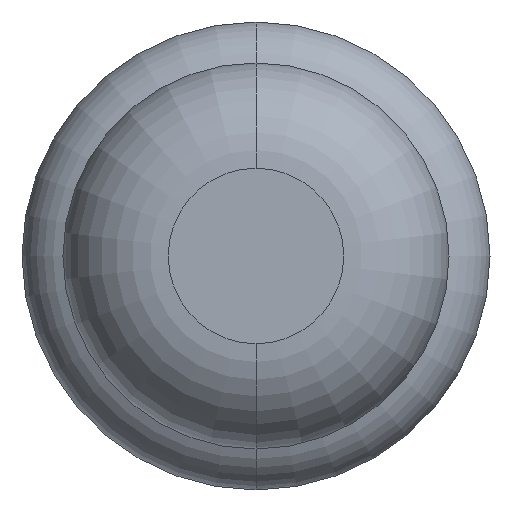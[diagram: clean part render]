
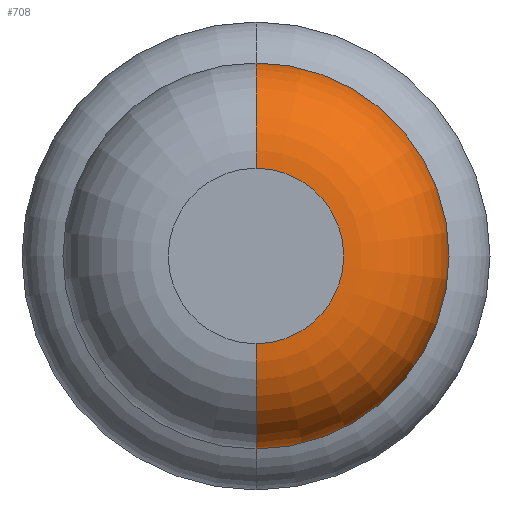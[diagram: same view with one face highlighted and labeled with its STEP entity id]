
A CAD part, front view. The second image highlights one B-rep face of the part: STEP entity #708.
In plain terms, the highlighted toroidal (fillet/blend) face has major radius 0.375 mm and minor radius 0.45 mm.
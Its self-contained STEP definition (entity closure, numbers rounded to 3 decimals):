
#152 = CIRCLE ( 'NONE', #301, 0.375 ) ;
#167 = VERTEX_POINT ( 'NONE', #2934 ) ;
#255 = CARTESIAN_POINT ( 'NONE',  ( 0., -26.95, 0.825 ) ) ;
#301 = AXIS2_PLACEMENT_3D ( 'NONE', #3058, #3293, #1522 ) ;
#353 = CARTESIAN_POINT ( 'NONE',  ( 0., -26.95, -0.375 ) ) ;
#369 = AXIS2_PLACEMENT_3D ( 'NONE', #353, #625, #1674 ) ;
#402 = DIRECTION ( 'NONE',  ( 0., 1., 0. ) ) ;
#416 = DIRECTION ( 'NONE',  ( 0., 0., 1. ) ) ;
#485 = CIRCLE ( 'NONE', #3020, 0.825 ) ;
#582 = ORIENTED_EDGE ( 'NONE', *, *, #1981, .T. ) ;
#625 = DIRECTION ( 'NONE',  ( 1., 0., 0. ) ) ;
#708 = ADVANCED_FACE ( 'Defeature ausgef�hrt1_5', ( #2430 ), #1651, .T. ) ;
#858 = CIRCLE ( 'NONE', #369, 0.45 ) ;
#863 = EDGE_CURVE ( 'NONE', #1177, #1061, #2772, .T. ) ;
#1061 = VERTEX_POINT ( 'NONE', #255 ) ;
#1157 = ORIENTED_EDGE ( 'NONE', *, *, #1202, .T. ) ;
#1161 = CARTESIAN_POINT ( 'NONE',  ( 0., -26.95, -0.825 ) ) ;
#1177 = VERTEX_POINT ( 'NONE', #3081 ) ;
#1190 = CARTESIAN_POINT ( 'NONE',  ( 0., -26.95, 0. ) ) ;
#1202 = EDGE_CURVE ( 'Defeature ausgef�hrt1_5+Defeature ausgef�hrt1_4+Defeature ausgef�hrt1_4+Defeature ausgef�hrt1_4', #1177, #167, #152, .T. ) ;
#1233 = DIRECTION ( 'NONE',  ( 0., 1., 0. ) ) ;
#1460 = ORIENTED_EDGE ( 'NONE', *, *, #863, .F. ) ;
#1522 = DIRECTION ( 'NONE',  ( 0., 0., 1. ) ) ;
#1616 = CARTESIAN_POINT ( 'NONE',  ( 0., -26.95, 0.375 ) ) ;
#1651 = TOROIDAL_SURFACE ( 'NONE', #2314, 0.375, 0.45 ) ;
#1674 = DIRECTION ( 'NONE',  ( 0., 0., -1. ) ) ;
#1722 = CARTESIAN_POINT ( 'NONE',  ( 0., -26.95, 0. ) ) ;
#1853 = ORIENTED_EDGE ( 'NONE', *, *, #2504, .F. ) ;
#1891 = DIRECTION ( 'NONE',  ( 0., 0., 1. ) ) ;
#1981 = EDGE_CURVE ( 'NONE', #167, #2257, #858, .T. ) ;
#2257 = VERTEX_POINT ( 'NONE', #1161 ) ;
#2314 = AXIS2_PLACEMENT_3D ( 'NONE', #1722, #402, #3255 ) ;
#2430 = FACE_OUTER_BOUND ( 'NONE', #2552, .T. ) ;
#2504 = EDGE_CURVE ( 'Defeature ausgef�hrt1_6+Defeature ausgef�hrt1_5+Defeature ausgef�hrt1_5+Defeature ausgef�hrt1_5', #1061, #2257, #485, .T. ) ;
#2552 = EDGE_LOOP ( 'NONE', ( #1157, #582, #1853, #1460 ) ) ;
#2772 = CIRCLE ( 'NONE', #3244, 0.45 ) ;
#2879 = DIRECTION ( 'NONE',  ( -1., 0., 0. ) ) ;
#2934 = CARTESIAN_POINT ( 'NONE',  ( 0., -27.4, -0.375 ) ) ;
#3020 = AXIS2_PLACEMENT_3D ( 'NONE', #1190, #1233, #416 ) ;
#3058 = CARTESIAN_POINT ( 'NONE',  ( 0., -27.4, 0. ) ) ;
#3081 = CARTESIAN_POINT ( 'NONE',  ( 0., -27.4, 0.375 ) ) ;
#3244 = AXIS2_PLACEMENT_3D ( 'NONE', #1616, #2879, #1891 ) ;
#3255 = DIRECTION ( 'NONE',  ( 0., 0., 1. ) ) ;
#3293 = DIRECTION ( 'NONE',  ( 0., 1., 0. ) ) ;
